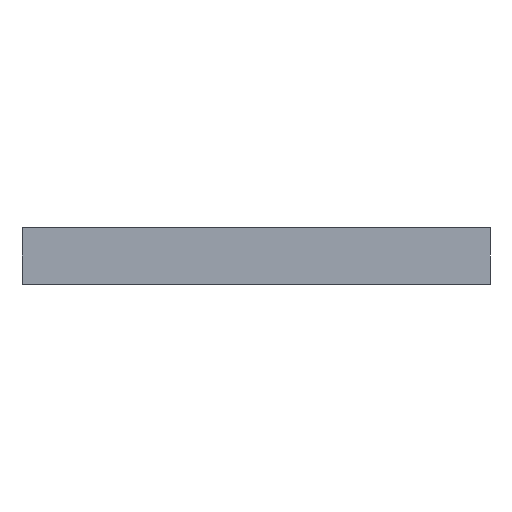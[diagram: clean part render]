
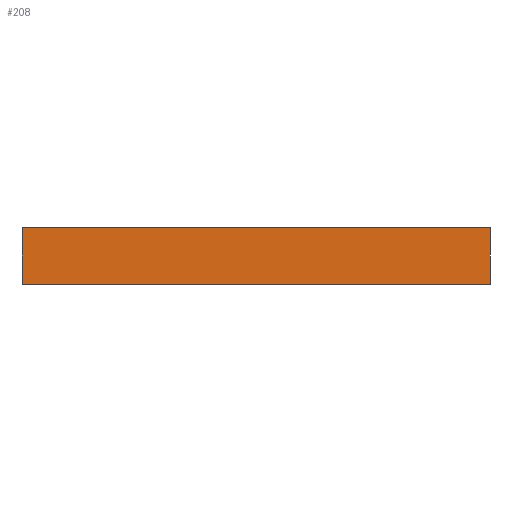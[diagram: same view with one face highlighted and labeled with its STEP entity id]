
A CAD part, front view. The second image highlights one B-rep face of the part: STEP entity #208.
In plain terms, the highlighted planar face has unit normal (0, -1, 0).
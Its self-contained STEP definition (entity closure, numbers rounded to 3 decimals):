
#33 = CARTESIAN_POINT ( 'NONE',  ( 25., 0., 3. ) ) ;
#41 = CARTESIAN_POINT ( 'NONE',  ( 0., 0., 3. ) ) ;
#145 = DIRECTION ( 'NONE',  ( 0., 1., 0. ) ) ;
#208 = ADVANCED_FACE ( 'NONE', ( #299 ), #850, .F. ) ;
#282 = CARTESIAN_POINT ( 'NONE',  ( 25., 0., 3. ) ) ;
#299 = FACE_OUTER_BOUND ( 'NONE', #1152, .T. ) ;
#308 = CARTESIAN_POINT ( 'NONE',  ( 25., 0., 3. ) ) ;
#314 = CARTESIAN_POINT ( 'NONE',  ( 25., 0., 0. ) ) ;
#375 = VECTOR ( 'NONE', #496, 1000. ) ;
#448 = VERTEX_POINT ( 'NONE', #308 ) ;
#496 = DIRECTION ( 'NONE',  ( 1., 0., 0. ) ) ;
#502 = DIRECTION ( 'NONE',  ( 0., 0., -1. ) ) ;
#610 = LINE ( 'NONE', #33, #690 ) ;
#624 = DIRECTION ( 'NONE',  ( -1., 0., 0. ) ) ;
#637 = VECTOR ( 'NONE', #502, 1000. ) ;
#653 = CARTESIAN_POINT ( 'NONE',  ( 0., 0., 3. ) ) ;
#690 = VECTOR ( 'NONE', #1010, 1000. ) ;
#760 = AXIS2_PLACEMENT_3D ( 'NONE', #1310, #145, #624 ) ;
#767 = VERTEX_POINT ( 'NONE', #1315 ) ;
#816 = ORIENTED_EDGE ( 'NONE', *, *, #822, .F. ) ;
#822 = EDGE_CURVE ( 'NONE', #1326, #448, #1209, .T. ) ;
#850 = PLANE ( 'NONE',  #760 ) ;
#853 = LINE ( 'NONE', #41, #637 ) ;
#891 = EDGE_CURVE ( 'NONE', #448, #1405, #610, .T. ) ;
#973 = ORIENTED_EDGE ( 'NONE', *, *, #1505, .T. ) ;
#1010 = DIRECTION ( 'NONE',  ( 0., 0., -1. ) ) ;
#1021 = ORIENTED_EDGE ( 'NONE', *, *, #1251, .T. ) ;
#1046 = CARTESIAN_POINT ( 'NONE',  ( 25., 0., 0. ) ) ;
#1149 = ORIENTED_EDGE ( 'NONE', *, *, #891, .F. ) ;
#1152 = EDGE_LOOP ( 'NONE', ( #973, #1149, #816, #1021 ) ) ;
#1162 = VECTOR ( 'NONE', #1498, 1000. ) ;
#1209 = LINE ( 'NONE', #282, #375 ) ;
#1251 = EDGE_CURVE ( 'NONE', #1326, #767, #853, .T. ) ;
#1259 = LINE ( 'NONE', #1046, #1162 ) ;
#1310 = CARTESIAN_POINT ( 'NONE',  ( 25., 0., 3. ) ) ;
#1315 = CARTESIAN_POINT ( 'NONE',  ( 0., 0., 0. ) ) ;
#1326 = VERTEX_POINT ( 'NONE', #653 ) ;
#1405 = VERTEX_POINT ( 'NONE', #314 ) ;
#1498 = DIRECTION ( 'NONE',  ( 1., 0., 0. ) ) ;
#1505 = EDGE_CURVE ( 'NONE', #767, #1405, #1259, .T. ) ;
